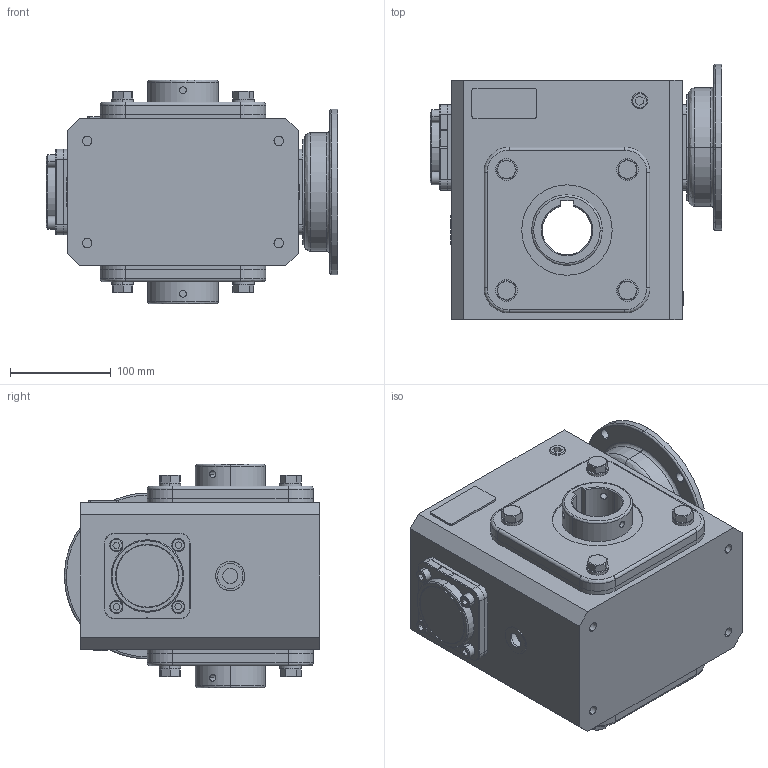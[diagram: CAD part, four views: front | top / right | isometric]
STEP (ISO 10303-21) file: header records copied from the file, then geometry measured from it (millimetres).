
FILE_DESCRIPTION (( 'STEP AP214' ), '1' );
FILE_NAME ('WG-325-040-HA.step', '2018-08-22T19:13:55', ( '' ), ( '' ), 'SwSTEP 2.0', 'SolidWorks 2017', '' );
FILE_SCHEMA (( 'AUTOMOTIVE_DESIGN' ));
Length unit declared in the file: inch
Products named in the file (1): WG-325-040-HA
Bounding box: 290 x 253.95 x 222.5 mm (x, y, z)
Volume: 8451822.7 mm3; surface area: 633620.7 mm2
Topology: 39 solids, 39 shells, 587 faces, 1340 edges, 884 vertices
Faces by surface type: plane 314, cylinder 178, cone 57, bspline 38
Entity records: 34552 total; most frequent: CARTESIAN_POINT 13262, ORIENTED_EDGE 2680, DIRECTION 2637, EDGE_CURVE 1340, AXIS2_PLACEMENT_3D 969, VERTEX_POINT 884, LINE 699, VECTOR 699
